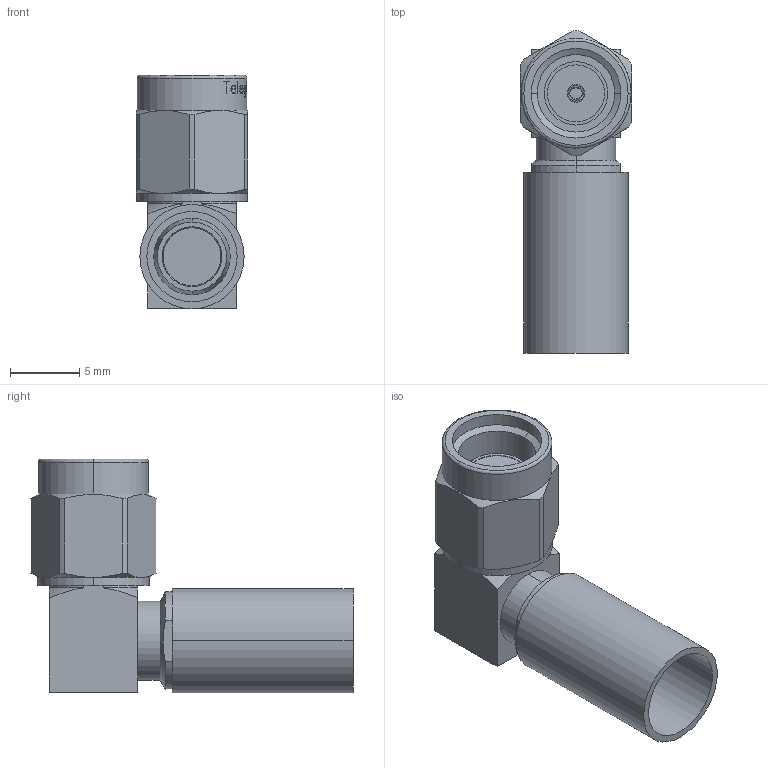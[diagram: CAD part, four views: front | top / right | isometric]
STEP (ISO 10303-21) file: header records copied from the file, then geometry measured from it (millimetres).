
FILE_DESCRIPTION (( 'STEP AP214' ), '1' );
FILE_NAME ('J01150R0061.STEP', '2018-11-15T07:38:57', ( '' ), ( '' ), 'SwSTEP 2.0', 'SolidWorks 2017', '' );
FILE_SCHEMA (( 'AUTOMOTIVE_DESIGN' ));
Length unit declared in the file: millimetre
Products named in the file (1): J01150R0061
Bounding box: 8 x 23.17 x 16.8 mm (x, y, z)
Volume: 1088.4 mm3; surface area: 1309.1 mm2
Topology: 1 solids, 1 shells, 461 faces, 1261 edges, 831 vertices
Faces by surface type: bspline 253, plane 113, cylinder 67, cone 24, torus 4
Entity records: 21048 total; most frequent: CARTESIAN_POINT 6666, ORIENTED_EDGE 2522, EDGE_CURVE 1261, DIRECTION 991, B_SPLINE_CURVE_WITH_KNOTS 869, VERTEX_POINT 831, EDGE_LOOP 490, FACE_OUTER_BOUND 461
